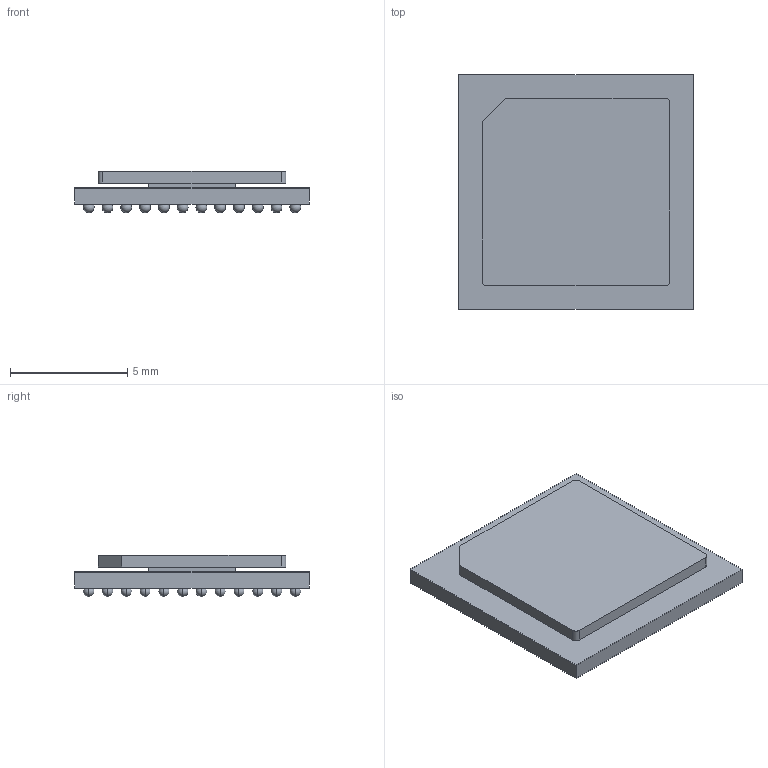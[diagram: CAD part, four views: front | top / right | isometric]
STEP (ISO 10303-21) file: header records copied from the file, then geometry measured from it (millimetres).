
FILE_DESCRIPTION((''),'2;1');
FILE_NAME('AAV0144A_ASM','2016-05-05T',('a0412025'),(''),'PRO/ENGINEER BY PARAMETRIC TECHNOLOGY CORPORATION, 2011490','PRO/ENGINEER BY PARAMETRIC TECHNOLOGY CORPORATION, 2011490','');
FILE_SCHEMA(('AUTOMOTIVE_DESIGN_CC2 { 1 2 10303 214 -1 1 5 2 }'));
Length unit declared in the file: millimetre
Products named in the file (7): DIE; SUBSTRATE_FBGA; SMASK_TOP_FBGA; SMASK_BTM_FBGA; HEAT_SPREADER_FCBGA; SOLDER_BALL; AAV0144A_ASM
Assembly tree (149 placements, depth 2):
  AAV0144A_ASM
    DIE
    SUBSTRATE_FBGA
    SMASK_TOP_FBGA
    SMASK_BTM_FBGA
    HEAT_SPREADER_FCBGA
    SOLDER_BALL  x144
Bounding box: 10 x 10 x 1.76 mm (x, y, z)
Volume: 111.3 mm3; surface area: 892.8 mm2
Topology: 149 solids, 149 shells, 466 faces, 936 edges, 480 vertices
Faces by surface type: sphere 288, plane 175, cylinder 3
Entity records: 2575 total; most frequent: DIRECTION 472, CARTESIAN_POINT 320, AXIS2_PLACEMENT_3D 203, PRODUCT_DEFINITION_SHAPE 156, ORIENTED_EDGE 152, ITEM_DEFINED_TRANSFORMATION 149, CONTEXT_DEPENDENT_SHAPE_REPRESENTATION 149, NEXT_ASSEMBLY_USAGE_OCCURRENCE 149
